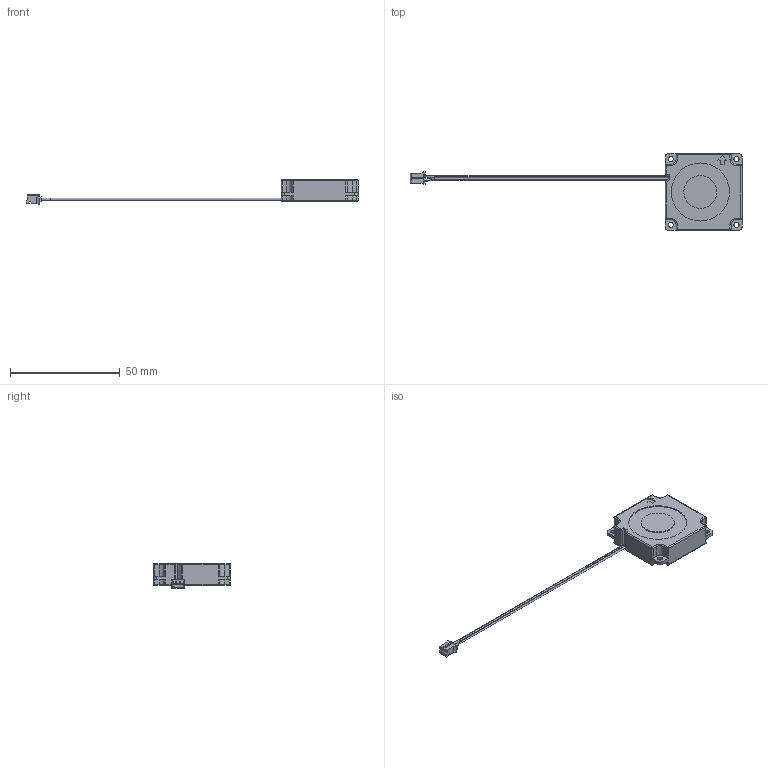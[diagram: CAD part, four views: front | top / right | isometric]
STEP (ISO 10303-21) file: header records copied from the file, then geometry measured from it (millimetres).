
FILE_DESCRIPTION (( 'STEP AP203' ), '1' );
FILE_NAME ('2135-B.STEP', '2015-10-01T15:07:19', ( '' ), ( '' ), 'SwSTEP 2.0', 'SolidWorks 2015', '' );
FILE_SCHEMA (( 'CONFIG_CONTROL_DESIGN' ));
Length unit declared in the file: millimetre
Products named in the file (3): 2135-B_Right Fan; PHR-2; 2135-B
Assembly tree (2 placements, depth 2):
  2135-B
    2135-B_Right Fan
    PHR-2
Bounding box: 151.35 x 35 x 11.37 mm (x, y, z)
Volume: 10425.7 mm3; surface area: 5025.4 mm2
Topology: 2 solids, 2 shells, 216 faces, 550 edges, 324 vertices
Faces by surface type: plane 105, cylinder 79, sphere 20, torus 8, bspline 4
Entity records: 6887 total; most frequent: CARTESIAN_POINT 1438, DIRECTION 1106, ORIENTED_EDGE 1056, EDGE_CURVE 528, AXIS2_PLACEMENT_3D 380, VECTOR 346, LINE 346, VERTEX_POINT 322
